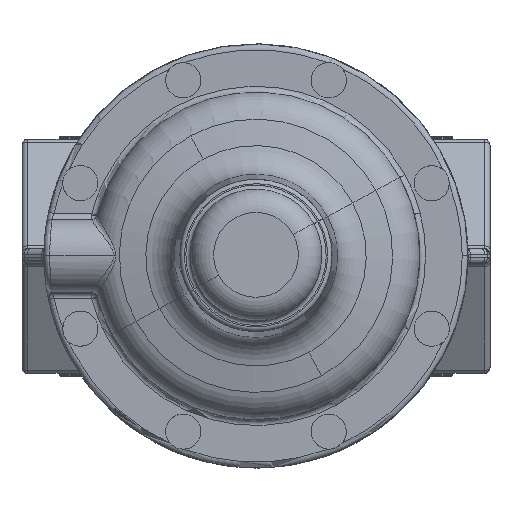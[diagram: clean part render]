
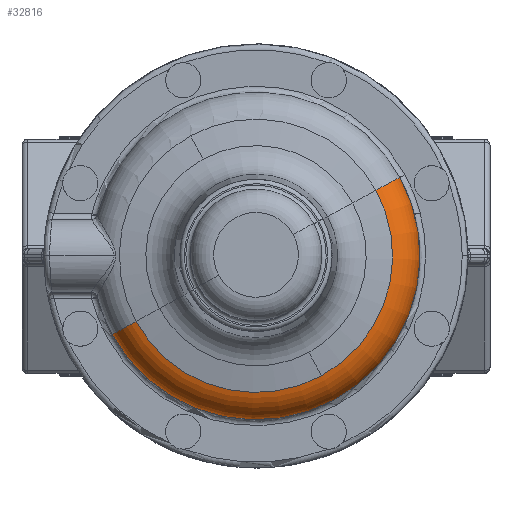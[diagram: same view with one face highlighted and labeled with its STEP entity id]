
A CAD part, top view. The second image highlights one B-rep face of the part: STEP entity #32816.
In plain terms, the highlighted toroidal (fillet/blend) face has major radius 44 mm and minor radius 12 mm.
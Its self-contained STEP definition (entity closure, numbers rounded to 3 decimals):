
#32477=DIRECTION('Axis2P3D Direction',(-0.479,0.878,0.)) ;
#32498=DIRECTION('Axis2P3D Direction',(0.479,-0.878,0.)) ;
#32544=DIRECTION('Axis2P3D Direction',(0.,0.,1.)) ;
#32793=DIRECTION('Axis2P3D Direction',(0.,0.,1.)) ;
#32794=DIRECTION('Axis2P3D XDirection',(-0.878,-0.479,0.)) ;
#32798=DIRECTION('Axis2P3D Direction',(0.,0.,1.)) ;
#32805=DIRECTION('Axis2P3D Direction',(0.,0.,1.)) ;
#32473=CARTESIAN_POINT('Vertex',(-49.145,-26.848,79.58)) ;
#32476=CARTESIAN_POINT('Axis2P3D Location',(-38.614,-21.095,79.58)) ;
#32480=CARTESIAN_POINT('Vertex',(-41.002,-22.4,91.267)) ;
#32494=CARTESIAN_POINT('Vertex',(41.002,22.4,91.267)) ;
#32497=CARTESIAN_POINT('Axis2P3D Location',(38.614,21.095,79.58)) ;
#32501=CARTESIAN_POINT('Vertex',(49.145,26.848,79.58)) ;
#32543=CARTESIAN_POINT('Axis2P3D Location',(0.,0.,79.58)) ;
#32792=CARTESIAN_POINT('Axis2P3D Location',(0.,0.,79.58)) ;
#32797=CARTESIAN_POINT('Axis2P3D Location',(0.,0.,91.267)) ;
#32801=CARTESIAN_POINT('Vertex',(22.4,-41.002,91.267)) ;
#32804=CARTESIAN_POINT('Axis2P3D Location',(0.,0.,91.267)) ;
#32478=AXIS2_PLACEMENT_3D('Circle Axis2P3D',#32476,#32477,$) ;
#32499=AXIS2_PLACEMENT_3D('Circle Axis2P3D',#32497,#32498,$) ;
#32545=AXIS2_PLACEMENT_3D('Circle Axis2P3D',#32543,#32544,$) ;
#32795=AXIS2_PLACEMENT_3D('Torus Axis2P3D',#32792,#32793,#32794) ;
#32799=AXIS2_PLACEMENT_3D('Circle Axis2P3D',#32797,#32798,$) ;
#32806=AXIS2_PLACEMENT_3D('Circle Axis2P3D',#32804,#32805,$) ;
#32482=EDGE_CURVE('',#32481,#32474,#32479,.F.) ;
#32503=EDGE_CURVE('',#32495,#32502,#32500,.F.) ;
#32547=EDGE_CURVE('',#32474,#32502,#32546,.T.) ;
#32803=EDGE_CURVE('',#32802,#32495,#32800,.T.) ;
#32808=EDGE_CURVE('',#32481,#32802,#32807,.T.) ;
#32810=ORIENTED_EDGE('',*,*,#32803,.F.) ;
#32811=ORIENTED_EDGE('',*,*,#32808,.F.) ;
#32812=ORIENTED_EDGE('',*,*,#32482,.T.) ;
#32813=ORIENTED_EDGE('',*,*,#32547,.T.) ;
#32814=ORIENTED_EDGE('',*,*,#32503,.F.) ;
#32816=ADVANCED_FACE('Brep With Voids',(#32815),#32796,.T.) ;
#32479=CIRCLE('generated circle',#32478,12.) ;
#32500=CIRCLE('generated circle',#32499,12.) ;
#32546=CIRCLE('generated circle',#32545,56.) ;
#32800=CIRCLE('generated circle',#32799,46.722) ;
#32807=CIRCLE('generated circle',#32806,46.722) ;
#32796=TOROIDAL_SURFACE('homeo Torus',#32795,44.,12.) ;
#32474=VERTEX_POINT('',#32473) ;
#32481=VERTEX_POINT('',#32480) ;
#32495=VERTEX_POINT('',#32494) ;
#32502=VERTEX_POINT('',#32501) ;
#32802=VERTEX_POINT('',#32801) ;
#32809=EDGE_LOOP('',(#32810,#32811,#32812,#32813,#32814)) ;
#32815=FACE_OUTER_BOUND('',#32809,.T.) ;
